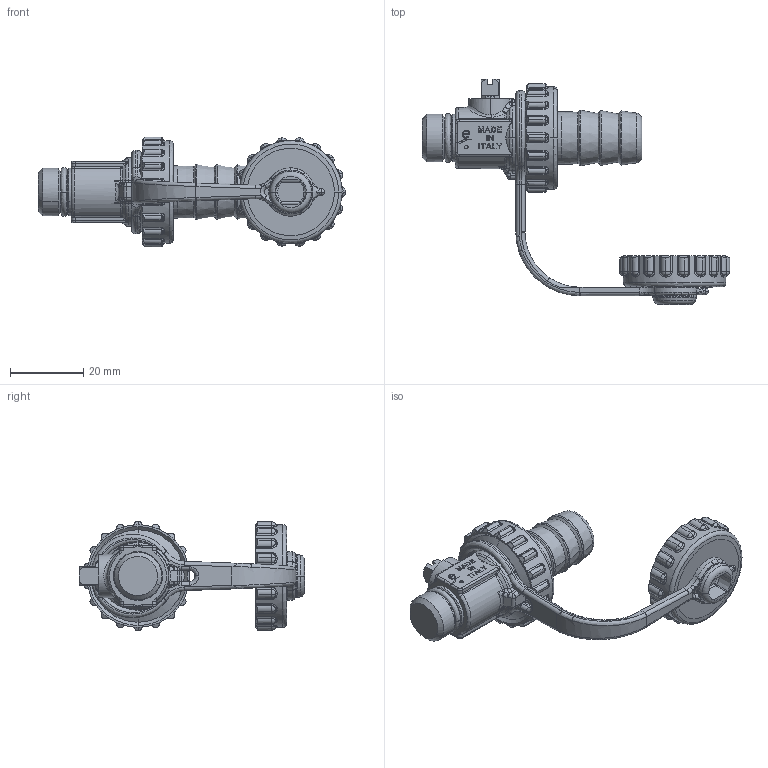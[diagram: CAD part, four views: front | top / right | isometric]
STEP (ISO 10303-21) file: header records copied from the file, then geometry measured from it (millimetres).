
FILE_DESCRIPTION(('CATIA V5 STEP Exchange','CAx-IF Rec.Pracs.--- Model Styling and Organization---1.5--- 2016-08-15','CAx-IF Rec.Pracs.---Supplemental Geometry---1.0---2011-11-01','CAx-IF Rec.Pracs.--- Composite Materials ---3.4---2017-06-13','CAx-IF Rec.Pracs.---Tessellated 3D Geometry---1.0---2015-12-17'),'2;1');
FILE_NAME('STEP_538201_-_TST.stp','2023-11-14T08:17:30+00:00',('none'),('none'),'CATIA Version 5-6 Release 2020 SP5','CATIA V5 STEP AP242 v2','none');
FILE_SCHEMA(('AP242_MANAGED_MODEL_BASED_3D_ENGINEERING_MIM_LF {1 0 10303 442 1 1 4}'));
Products named in the file (1): 538201 - TST
Bounding box: 83.96 x 61.52 x 30 mm (x, y, z)
Volume: 22075.1 mm3; surface area: 8680.4 mm2
Topology: 2 solids, 2 shells, 1249 faces, 3177 edges, 1946 vertices
Faces by surface type: plane 324, bspline 323, cylinder 302, torus 152, cone 130, sphere 18
Entity records: 46157 total; most frequent: CARTESIAN_POINT 19580, ORIENTED_EDGE 6314, DIRECTION 3615, EDGE_CURVE 3157, VERTEX_POINT 1946, AXIS2_PLACEMENT_3D 1529, EDGE_LOOP 1293, ADVANCED_FACE 1249
